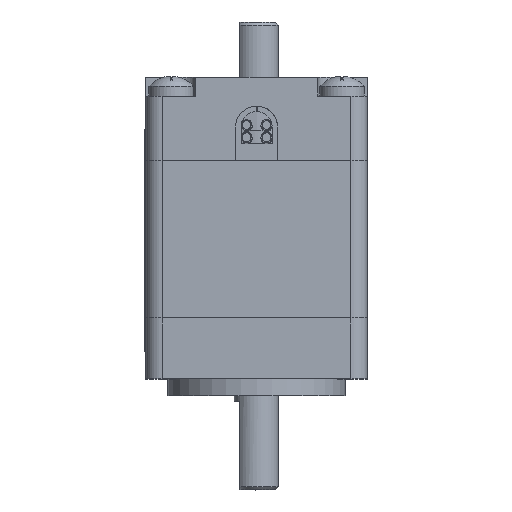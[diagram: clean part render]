
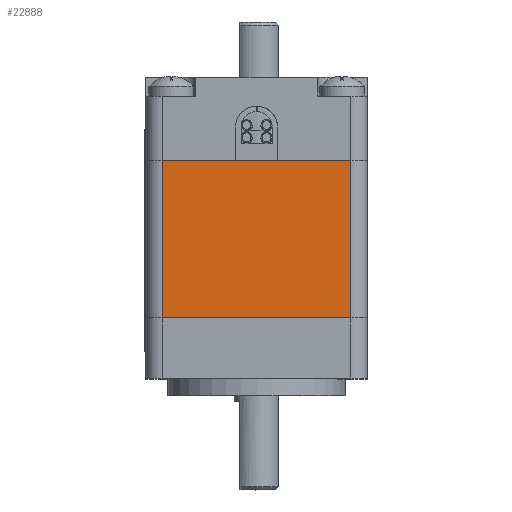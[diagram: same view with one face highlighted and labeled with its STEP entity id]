
A CAD part, top view. The second image highlights one B-rep face of the part: STEP entity #22888.
In plain terms, the highlighted face is planar.
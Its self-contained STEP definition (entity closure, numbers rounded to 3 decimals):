
#2008=LINE('',#37514,#4268);
#2157=LINE('',#38158,#4417);
#2306=LINE('',#38791,#4566);
#2307=LINE('',#38793,#4567);
#4268=VECTOR('',#29548,17.);
#4417=VECTOR('',#30071,17.);
#4566=VECTOR('',#30590,14.2);
#4567=VECTOR('',#30593,14.2);
#5419=PLANE('',#24934);
#6560=FACE_OUTER_BOUND('',#7878,.T.);
#7878=EDGE_LOOP('',(#19998,#19999,#20000,#20001));
#10757=VERTEX_POINT('',#37511);
#10758=VERTEX_POINT('',#37513);
#11065=VERTEX_POINT('',#38155);
#11066=VERTEX_POINT('',#38157);
#13726=EDGE_CURVE('',#10757,#10758,#2008,.T.);
#14061=EDGE_CURVE('',#11066,#11065,#2157,.T.);
#14392=EDGE_CURVE('',#10757,#11066,#2306,.T.);
#14393=EDGE_CURVE('',#10758,#11065,#2307,.T.);
#19998=ORIENTED_EDGE('',*,*,#14061,.T.);
#19999=ORIENTED_EDGE('',*,*,#14393,.F.);
#20000=ORIENTED_EDGE('',*,*,#13726,.F.);
#20001=ORIENTED_EDGE('',*,*,#14392,.T.);
#22888=ADVANCED_FACE('',(#6560),#5419,.F.);
#24934=AXIS2_PLACEMENT_3D('',#38792,#30591,#30592);
#29548=DIRECTION('',(0.,0.,-1.));
#30071=DIRECTION('',(0.,0.,-1.));
#30590=DIRECTION('',(-1.,0.,0.));
#30591=DIRECTION('center_axis',(0.,1.,0.));
#30592=DIRECTION('ref_axis',(0.,0.,1.));
#30593=DIRECTION('',(-1.,0.,0.));
#37511=CARTESIAN_POINT('',(14.2,-10.,8.5));
#37513=CARTESIAN_POINT('',(14.2,-10.,-8.5));
#37514=CARTESIAN_POINT('',(14.2,-10.,8.5));
#38155=CARTESIAN_POINT('',(0.,-10.,-8.5));
#38157=CARTESIAN_POINT('',(0.,-10.,8.5));
#38158=CARTESIAN_POINT('',(0.,-10.,8.5));
#38791=CARTESIAN_POINT('',(25.2,-10.,8.5));
#38792=CARTESIAN_POINT('Origin',(25.2,-10.,-8.5));
#38793=CARTESIAN_POINT('',(25.2,-10.,-8.5));
